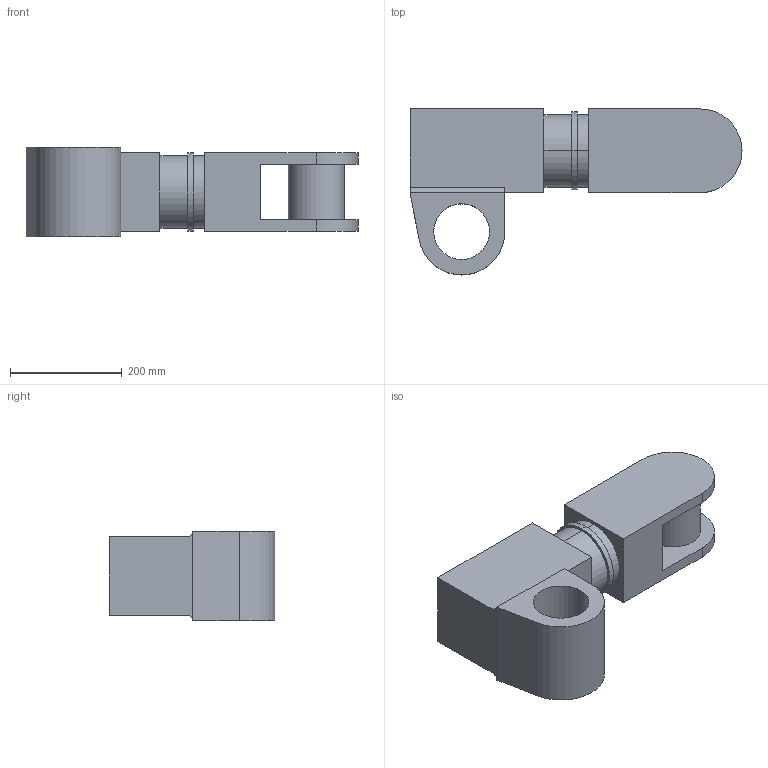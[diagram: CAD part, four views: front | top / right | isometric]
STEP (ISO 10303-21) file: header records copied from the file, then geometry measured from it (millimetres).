
FILE_DESCRIPTION (( 'STEP AP203' ), '1' );
FILE_NAME ('link3ARMREACH_Default_sldprt.STEP', '2019-03-25T20:54:42', ( '' ), ( '' ), 'SwSTEP 2.0', 'SolidWorks 2018', '' );
FILE_SCHEMA (( 'CONFIG_CONTROL_DESIGN' ));
Length unit declared in the file: millimetre
Products named in the file (1): link3ARMREACH_Default_sldprt
Bounding box: 595 x 297.5 x 160 mm (x, y, z)
Volume: 12051515.4 mm3; surface area: 530467.1 mm2
Topology: 1 solids, 1 shells, 35 faces, 85 edges, 56 vertices
Faces by surface type: plane 20, cylinder 15
Entity records: 1118 total; most frequent: DIRECTION 187, CARTESIAN_POINT 177, ORIENTED_EDGE 170, EDGE_CURVE 85, AXIS2_PLACEMENT_3D 66, VERTEX_POINT 56, LINE 55, VECTOR 55
